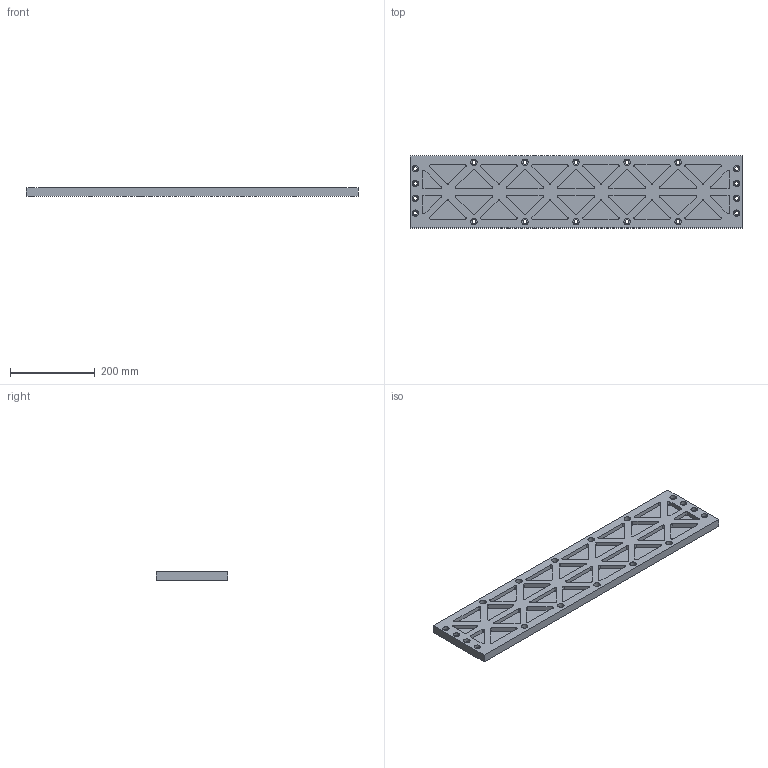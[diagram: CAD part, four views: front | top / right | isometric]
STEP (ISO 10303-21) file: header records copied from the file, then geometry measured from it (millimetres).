
FILE_DESCRIPTION (( 'STEP AP214' ), '1' );
FILE_NAME ('CNCR-GT-006.STEP', '2025-06-26T16:15:54', ( '' ), ( '' ), 'SwSTEP 2.0', 'SolidWorks 2023', '' );
FILE_SCHEMA (( 'AUTOMOTIVE_DESIGN' ));
Length unit declared in the file: millimetre
Products named in the file (1): CNCR-GT-006
Bounding box: 784 x 170 x 20 mm (x, y, z)
Volume: 2086875.6 mm3; surface area: 368710.6 mm2
Topology: 1 solids, 1 shells, 318 faces, 800 edges, 528 vertices
Faces by surface type: cylinder 174, plane 128, cone 16
Entity records: 9755 total; most frequent: DIRECTION 1802, CARTESIAN_POINT 1647, ORIENTED_EDGE 1600, EDGE_CURVE 800, AXIS2_PLACEMENT_3D 683, VERTEX_POINT 528, LINE 436, VECTOR 436
